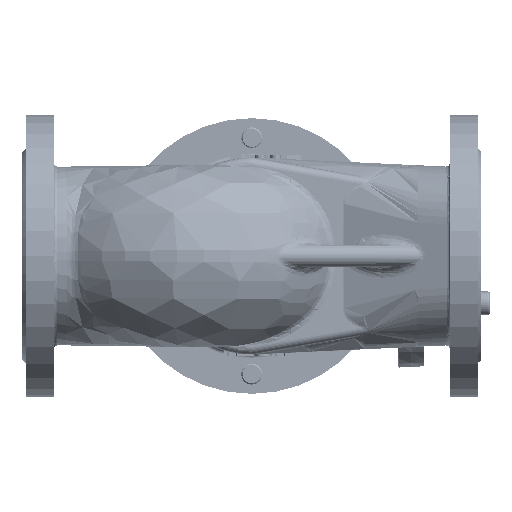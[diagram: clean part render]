
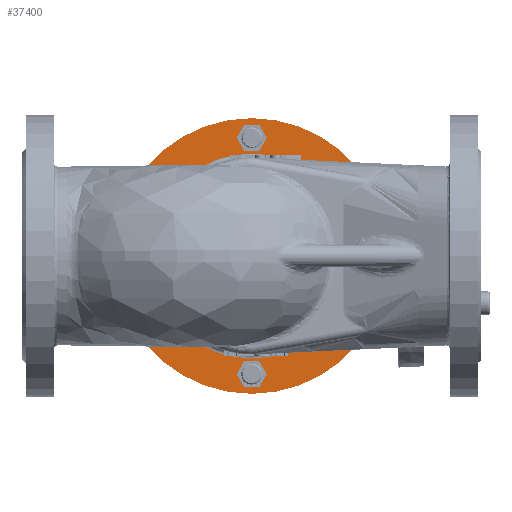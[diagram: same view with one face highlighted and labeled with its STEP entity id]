
A CAD part, front view. The second image highlights one B-rep face of the part: STEP entity #37400.
In plain terms, the highlighted planar face has unit normal (0, -1, 0).
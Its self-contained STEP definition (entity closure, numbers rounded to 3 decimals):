
#2942=FACE_BOUND('',#7637,.T.);
#2943=FACE_BOUND('',#7638,.T.);
#2944=FACE_BOUND('',#7639,.T.);
#2945=FACE_BOUND('',#7640,.T.);
#2946=FACE_BOUND('',#7641,.T.);
#2947=FACE_BOUND('',#7642,.T.);
#2948=FACE_BOUND('',#7643,.T.);
#3859=PLANE('',#40534);
#5667=FACE_OUTER_BOUND('',#7636,.T.);
#7636=EDGE_LOOP('',(#35223));
#7637=EDGE_LOOP('',(#35224,#35225));
#7638=EDGE_LOOP('',(#35226));
#7639=EDGE_LOOP('',(#35227));
#7640=EDGE_LOOP('',(#35228));
#7641=EDGE_LOOP('',(#35229));
#7642=EDGE_LOOP('',(#35230));
#7643=EDGE_LOOP('',(#35231));
#14392=CIRCLE('',#40482,8.);
#14394=CIRCLE('',#40485,8.);
#14396=CIRCLE('',#40488,8.);
#14420=CIRCLE('',#40533,105.);
#14421=CIRCLE('',#40535,78.);
#14422=CIRCLE('',#40536,78.);
#14423=CIRCLE('',#40537,8.);
#14424=CIRCLE('',#40538,8.);
#14425=CIRCLE('',#40539,8.);
#18895=VERTEX_POINT('',#254309);
#18897=VERTEX_POINT('',#254315);
#18899=VERTEX_POINT('',#254321);
#18933=VERTEX_POINT('',#257471);
#18934=VERTEX_POINT('',#257475);
#18935=VERTEX_POINT('',#257476);
#18936=VERTEX_POINT('',#257479);
#18937=VERTEX_POINT('',#257481);
#18938=VERTEX_POINT('',#257483);
#24756=EDGE_CURVE('',#18895,#18895,#14392,.T.);
#24759=EDGE_CURVE('',#18897,#18897,#14394,.T.);
#24762=EDGE_CURVE('',#18899,#18899,#14396,.T.);
#24832=EDGE_CURVE('',#18933,#18933,#14420,.T.);
#24833=EDGE_CURVE('',#18934,#18935,#14421,.T.);
#24834=EDGE_CURVE('',#18935,#18934,#14422,.T.);
#24835=EDGE_CURVE('',#18936,#18936,#14423,.T.);
#24836=EDGE_CURVE('',#18937,#18937,#14424,.T.);
#24837=EDGE_CURVE('',#18938,#18938,#14425,.T.);
#35223=ORIENTED_EDGE('',*,*,#24832,.F.);
#35224=ORIENTED_EDGE('',*,*,#24833,.T.);
#35225=ORIENTED_EDGE('',*,*,#24834,.T.);
#35226=ORIENTED_EDGE('',*,*,#24756,.T.);
#35227=ORIENTED_EDGE('',*,*,#24759,.T.);
#35228=ORIENTED_EDGE('',*,*,#24762,.T.);
#35229=ORIENTED_EDGE('',*,*,#24835,.F.);
#35230=ORIENTED_EDGE('',*,*,#24836,.F.);
#35231=ORIENTED_EDGE('',*,*,#24837,.F.);
#37400=ADVANCED_FACE('',(#5667,#2942,#2943,#2944,#2945,#2946,#2947,#2948),
#3859,.F.);
#40482=AXIS2_PLACEMENT_3D('',#254310,#49286,#49287);
#40485=AXIS2_PLACEMENT_3D('',#254316,#49293,#49294);
#40488=AXIS2_PLACEMENT_3D('',#254322,#49300,#49301);
#40533=AXIS2_PLACEMENT_3D('',#257473,#49403,#49404);
#40534=AXIS2_PLACEMENT_3D('',#257474,#49405,#49406);
#40535=AXIS2_PLACEMENT_3D('',#257477,#49407,#49408);
#40536=AXIS2_PLACEMENT_3D('',#257478,#49409,#49410);
#40537=AXIS2_PLACEMENT_3D('',#257480,#49411,#49412);
#40538=AXIS2_PLACEMENT_3D('',#257482,#49413,#49414);
#40539=AXIS2_PLACEMENT_3D('',#257484,#49415,#49416);
#49286=DIRECTION('center_axis',(0.,1.,0.));
#49287=DIRECTION('ref_axis',(1.,0.,0.));
#49293=DIRECTION('center_axis',(0.,1.,0.));
#49294=DIRECTION('ref_axis',(1.,0.,0.));
#49300=DIRECTION('center_axis',(0.,1.,0.));
#49301=DIRECTION('ref_axis',(1.,0.,0.));
#49403=DIRECTION('center_axis',(0.,1.,0.));
#49404=DIRECTION('ref_axis',(1.,0.,0.));
#49405=DIRECTION('center_axis',(0.,1.,0.));
#49406=DIRECTION('ref_axis',(-1.,0.,0.));
#49407=DIRECTION('center_axis',(0.,1.,0.));
#49408=DIRECTION('ref_axis',(1.,0.,0.));
#49409=DIRECTION('center_axis',(0.,1.,0.));
#49410=DIRECTION('ref_axis',(1.,0.,0.));
#49411=DIRECTION('center_axis',(0.,-1.,0.));
#49412=DIRECTION('ref_axis',(1.,0.,0.));
#49413=DIRECTION('center_axis',(0.,-1.,0.));
#49414=DIRECTION('ref_axis',(1.,0.,0.));
#49415=DIRECTION('center_axis',(0.,-1.,0.));
#49416=DIRECTION('ref_axis',(1.,0.,0.));
#254309=CARTESIAN_POINT('',(2192.9,1180.925,-65.295));
#254310=CARTESIAN_POINT('Origin',(2200.9,1180.925,-65.295));
#254315=CARTESIAN_POINT('',(2348.785,1180.925,-65.295));
#254316=CARTESIAN_POINT('Origin',(2356.785,1180.925,-65.295));
#254321=CARTESIAN_POINT('',(2270.843,1180.925,-110.295));
#254322=CARTESIAN_POINT('Origin',(2278.843,1180.925,-110.295));
#257471=CARTESIAN_POINT('',(2173.843,1180.925,-20.295));
#257473=CARTESIAN_POINT('Origin',(2278.843,1180.925,-20.295));
#257474=CARTESIAN_POINT('Origin',(2370.343,1180.925,-20.295));
#257475=CARTESIAN_POINT('',(2200.843,1180.925,-20.295));
#257476=CARTESIAN_POINT('',(2356.843,1180.925,-20.295));
#257477=CARTESIAN_POINT('Origin',(2278.843,1180.925,-20.295));
#257478=CARTESIAN_POINT('Origin',(2278.843,1180.925,-20.295));
#257479=CARTESIAN_POINT('',(2270.843,1180.925,69.705));
#257480=CARTESIAN_POINT('Origin',(2278.843,1180.925,69.705));
#257481=CARTESIAN_POINT('',(2348.785,1180.925,24.705));
#257482=CARTESIAN_POINT('Origin',(2356.785,1180.925,24.705));
#257483=CARTESIAN_POINT('',(2192.9,1180.925,24.705));
#257484=CARTESIAN_POINT('Origin',(2200.9,1180.925,24.705));
